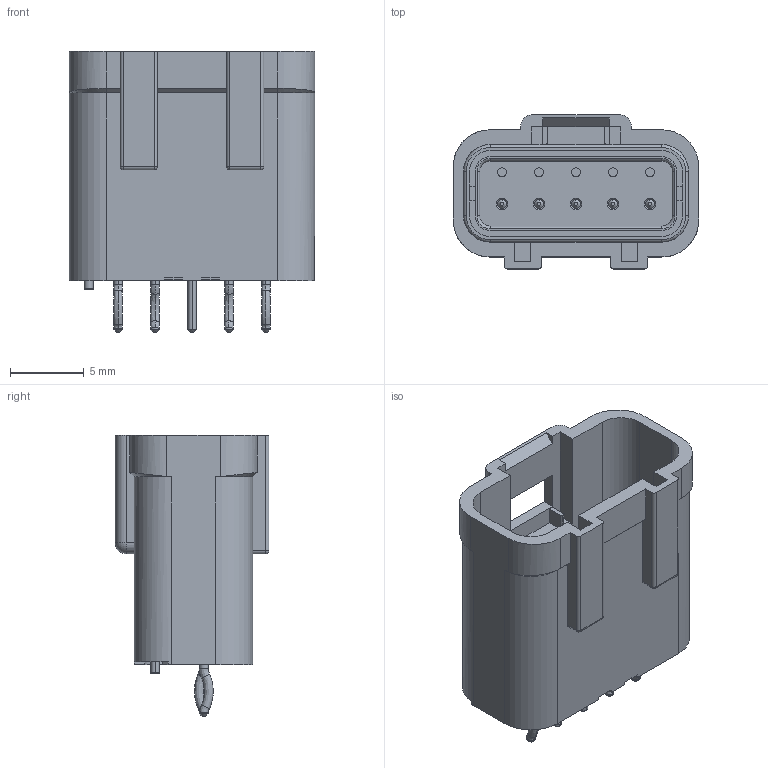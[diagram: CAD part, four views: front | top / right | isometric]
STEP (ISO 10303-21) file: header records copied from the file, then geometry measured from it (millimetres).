
FILE_DESCRIPTION (( 'STEP AP214' ), '1' );
FILE_NAME ('565-005-420-101.STEP', '2020-07-27T16:03:03', ( '' ), ( '' ), 'SwSTEP 2.0', 'SolidWorks 2020', '' );
FILE_SCHEMA (( 'AUTOMOTIVE_DESIGN' ));
Length unit declared in the file: millimetre
Products named in the file (5): 565-005-420-100_Housing; 565-005-420-100_Silicon Rubber; 565-005-420-101; 565-005-420-101_Pin1; 565-005-420-101_Pin2
Assembly tree (7 placements, depth 2):
  565-005-420-101
    565-005-420-100_Housing
    565-005-420-100_Silicon Rubber
    565-005-420-101_Pin1  x4
    565-005-420-101_Pin2
Bounding box: 16.6 x 10.4 x 19 mm (x, y, z)
Volume: 950.6 mm3; surface area: 2419.9 mm2
Topology: 7 solids, 7 shells, 501 faces, 1306 edges, 829 vertices
Faces by surface type: plane 217, cylinder 160, bspline 48, cone 36, torus 34, sphere 6
Entity records: 15197 total; most frequent: CARTESIAN_POINT 3434, DIRECTION 2464, ORIENTED_EDGE 2420, EDGE_CURVE 1210, AXIS2_PLACEMENT_3D 853, VERTEX_POINT 781, LINE 758, VECTOR 758
